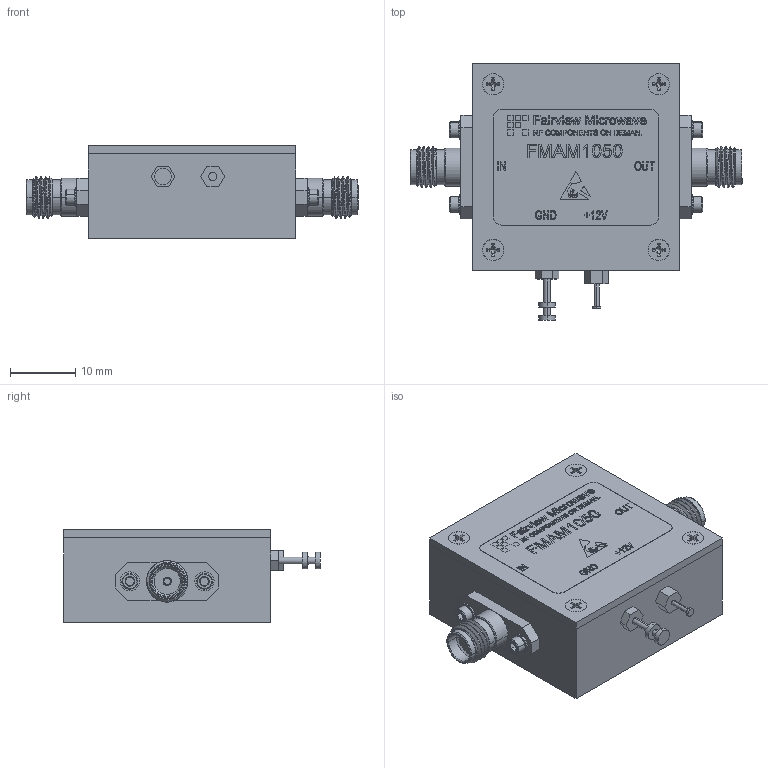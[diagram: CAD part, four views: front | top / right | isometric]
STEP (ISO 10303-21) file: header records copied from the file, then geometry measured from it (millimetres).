
FILE_DESCRIPTION (( 'STEP AP203' ), '1' );
FILE_NAME ('PE15A1050.step', '2019-04-25T13:56:17', ( '' ), ( '' ), 'SwSTEP 2.0', 'SolidWorks 2018', '' );
FILE_SCHEMA (( 'CONFIG_CONTROL_DESIGN' ));
Products named in the file (1): PE15A1050
Bounding box: 50.9 x 39.37 x 14.35 mm (x, y, z)
Volume: 15051.3 mm3; surface area: 6583.9 mm2
Topology: 17 solids, 17 shells, 1673 faces, 4349 edges, 2838 vertices
Faces by surface type: plane 798, cylinder 406, bspline 291, cone 178
Entity records: 74640 total; most frequent: CARTESIAN_POINT 37364, ORIENTED_EDGE 8650, DIRECTION 6239, EDGE_CURVE 4325, VERTEX_POINT 2838, VECTOR 2501, LINE 2501, AXIS2_PLACEMENT_3D 1869
